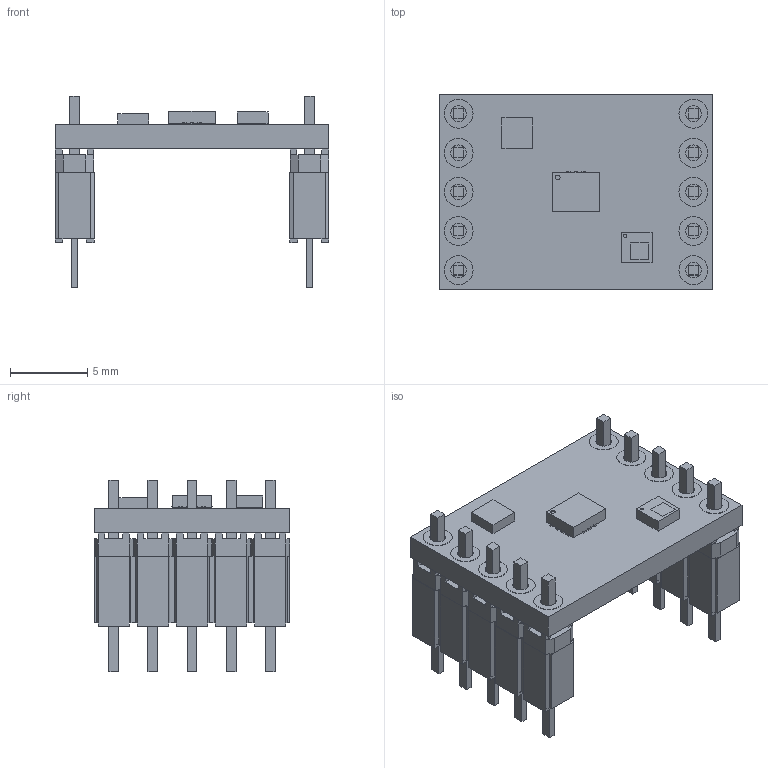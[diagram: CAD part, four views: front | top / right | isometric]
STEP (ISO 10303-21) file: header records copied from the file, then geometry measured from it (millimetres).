
FILE_DESCRIPTION (( 'STEP AP214' ), '1' );
FILE_NAME ('ST_IMU_breakout.STEP', '2020-10-11T06:39:41', ( '' ), ( '' ), 'SwSTEP 2.0', 'SolidWorks 2019', '' );
FILE_SCHEMA (( 'AUTOMOTIVE_DESIGN' ));
Length unit declared in the file: inch
Products named in the file (16): TLW_105_06_G_S_0_3__5; TLW_105_06_G_S_0_3_; User Library-LSM6DS3TR-1_PinsArrayLR; SLW_105_01_G_S; TLW_105_06_G_S_0_3__3; SLW_105_01_G_S_3; mag; ST_IMU_breakout; board; User Library-LSM6DS3TR-1_Body; SLW_105_01_G_S_5; User Library-HLGA-10L; User Library-LSM6DS3TR-1_PinsArrayTB; User Library-LSM6DS3TR-1
Assembly tree (19 placements, depth 3):
  ST_IMU_breakout
    board
    User Library-LSM6DS3TR-1
      User Library-LSM6DS3TR-1_Body
      User Library-LSM6DS3TR-1_PinsArrayLR
      User Library-LSM6DS3TR-1_PinsArrayTB
    mag
    User Library-HLGA-10L
    TLW_105_06_G_S_0_3_
      TLW_105_06_G_S_0_3__3
      TLW_105_06_G_S_0_3__5
    SLW_105_01_G_S
      SLW_105_01_G_S_3
      SLW_105_01_G_S_5
    SLW_105_01_G_S
      SLW_105_01_G_S_3
      SLW_105_01_G_S_5
    TLW_105_06_G_S_0_3_
      TLW_105_06_G_S_0_3__3
      TLW_105_06_G_S_0_3__5
Bounding box: 17.78 x 12.7 x 12.45 mm (x, y, z)
Volume: 832.5 mm3; surface area: 2113.3 mm2
Topology: 26 solids, 26 shells, 964 faces, 2407 edges, 1578 vertices
Faces by surface type: plane 900, cylinder 64
Entity records: 21452 total; most frequent: CARTESIAN_POINT 3079, ORIENTED_EDGE 2950, DIRECTION 2871, EDGE_CURVE 1475, VECTOR 1347, LINE 1347, VERTEX_POINT 970, AXIS2_PLACEMENT_3D 762
